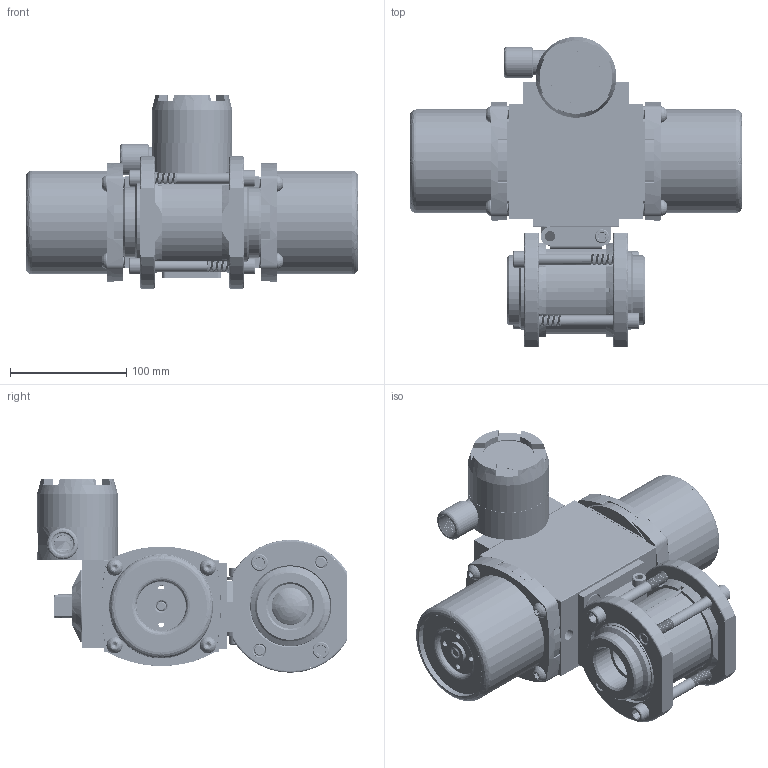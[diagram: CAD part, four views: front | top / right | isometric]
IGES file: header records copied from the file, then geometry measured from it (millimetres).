
Start section: SolidWorks IGES file using analytic representation for surfaces
Global section: file name: 22XXTSWSA522SRLS.igs; native system: SolidWorks 2017; preprocessor: SolidWorks 2017; author: ryanm; date: 180315.140154; units: inch
Bounding box: 285.09 x 266.2 x 166.14 mm (x, y, z)
Surface area: 618844.5 mm2 (no closed solid volume)
Topology: 0 solids, 0 shells, 5021 faces, 72615 edges, 72505 vertices
Faces by surface type: revolution 3885, bspline 1136
